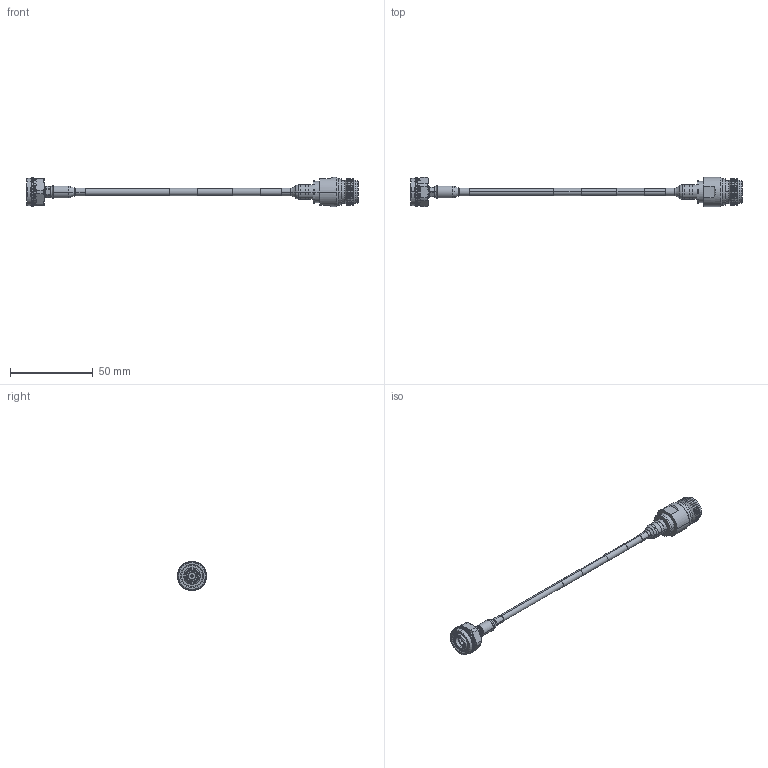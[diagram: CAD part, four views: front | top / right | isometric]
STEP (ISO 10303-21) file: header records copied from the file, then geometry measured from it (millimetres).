
FILE_DESCRIPTION (( 'STEP AP214' ), '1' );
FILE_NAME ('PE3C8391_3D.STEP', '2021-07-16T18:40:15', ( '' ), ( '' ), 'SwSTEP 2.0', 'SolidWorks 2020', '' );
FILE_SCHEMA (( 'AUTOMOTIVE_DESIGN' ));
Length unit declared in the file: inch
Products named in the file (6): TFT-402-MA1_1.5; TFT-402-MA1; TC-402-NF-LP-PE; PE3C8391_3D; TC-402-225M-LP-PE; TFT-402_LABEL+PE PIM
Assembly tree (5 placements, depth 2):
  PE3C8391_3D
    TFT-402_LABEL+PE PIM
    TC-402-225M-LP-PE
    TFT-402-MA1
    TFT-402-MA1_1.5
    TC-402-NF-LP-PE
Bounding box: 200.08 x 17.5 x 17.5 mm (x, y, z)
Volume: 9407.1 mm3; surface area: 9250 mm2
Topology: 7 solids, 7 shells, 1430 faces, 3386 edges, 2002 vertices
Faces by surface type: bspline 720, cylinder 371, plane 200, cone 94, torus 45
Entity records: 50901 total; most frequent: CARTESIAN_POINT 26855, ORIENTED_EDGE 6772, EDGE_CURVE 3386, DIRECTION 3038, VERTEX_POINT 2002, EDGE_LOOP 1470, FACE_OUTER_BOUND 1430, ADVANCED_FACE 1430
